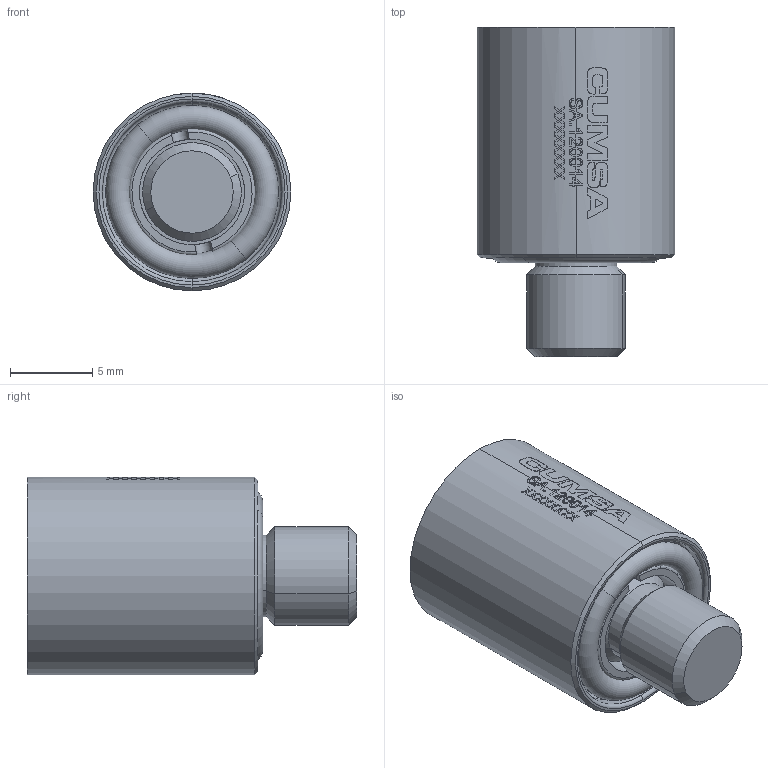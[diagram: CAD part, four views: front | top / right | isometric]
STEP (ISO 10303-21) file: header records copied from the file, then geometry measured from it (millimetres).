
FILE_DESCRIPTION (( 'STEP AP214' ), '1' );
FILE_NAME ('sa120014.stp', '2022-07-25T06:21:06', ( '' ), ( '' ), 'SwSTEP 2.0', 'SolidWorks 2021', '' );
FILE_SCHEMA (( 'AUTOMOTIVE_DESIGN' ));
Length unit declared in the file: millimetre
Products named in the file (5): SA120014-A; SA120014-B_acabado; JT7.5x1.5; sa120014; SA120014-C_acabado
Assembly tree (4 placements, depth 2):
  sa120014
    SA120014-C_acabado
    SA120014-B_acabado
    SA120014-A
    JT7.5x1.5
Bounding box: 12 x 20 x 12 mm (x, y, z)
Volume: 1600.2 mm3; surface area: 1894.4 mm2
Topology: 4 solids, 4 shells, 450 faces, 1220 edges, 795 vertices
Faces by surface type: bspline 216, plane 121, cylinder 73, cone 24, torus 16
Entity records: 25873 total; most frequent: CARTESIAN_POINT 12571, ORIENTED_EDGE 2436, EDGE_CURVE 1218, DIRECTION 1097, VERTEX_POINT 795, B_SPLINE_CURVE_WITH_KNOTS 767, EDGE_LOOP 475, FACE_OUTER_BOUND 450
